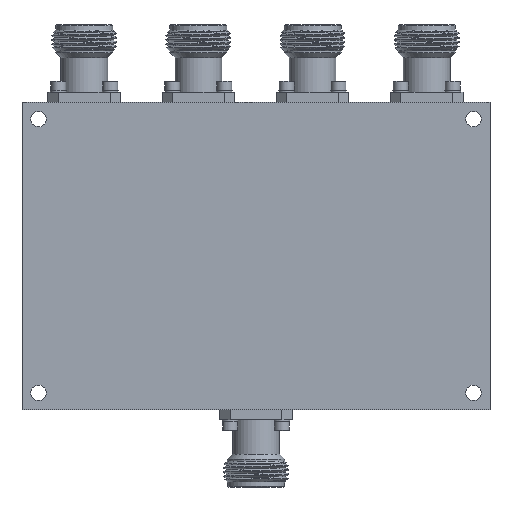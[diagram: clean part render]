
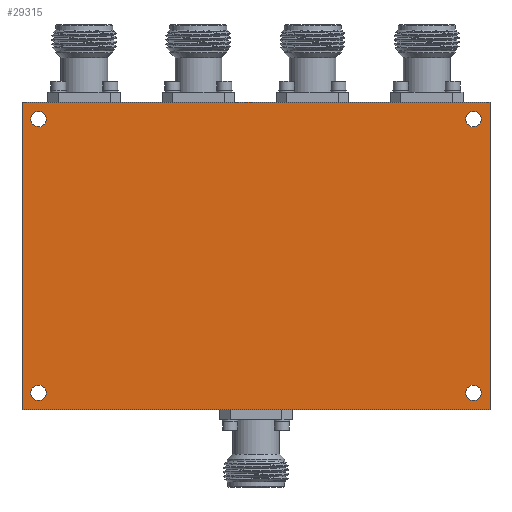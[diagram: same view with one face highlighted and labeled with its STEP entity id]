
A CAD part, front view. The second image highlights one B-rep face of the part: STEP entity #29315.
In plain terms, the highlighted planar face has unit normal (0, -1, 0).
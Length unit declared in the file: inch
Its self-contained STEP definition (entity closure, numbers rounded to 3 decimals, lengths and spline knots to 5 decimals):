
#12 = ORIENTED_EDGE ( 'NONE', *, *, #27259, .T. ) ;
#321 = VERTEX_POINT ( 'NONE', #791 ) ;
#499 = CARTESIAN_POINT ( 'NONE',  ( -2.095, -0.55, 1.32 ) ) ;
#596 = AXIS2_PLACEMENT_3D ( 'NONE', #12090, #5266, #27791 ) ;
#791 = CARTESIAN_POINT ( 'NONE',  ( -2.095, -0.55, 1.395 ) ) ;
#1069 = CARTESIAN_POINT ( 'NONE',  ( -2.255, -0.55, 1.48 ) ) ;
#1715 = CARTESIAN_POINT ( 'NONE',  ( 2.255, -0.55, 1.48 ) ) ;
#1986 = EDGE_LOOP ( 'NONE', ( #25034, #13236, #3071, #26449 ) ) ;
#2005 = LINE ( 'NONE', #28061, #6284 ) ;
#2967 = DIRECTION ( 'NONE',  ( 0., 1., 0. ) ) ;
#3071 = ORIENTED_EDGE ( 'NONE', *, *, #9912, .F. ) ;
#3101 = VERTEX_POINT ( 'NONE', #25962 ) ;
#4281 = ORIENTED_EDGE ( 'NONE', *, *, #22229, .T. ) ;
#4484 = VECTOR ( 'NONE', #24158, 39.37008 ) ;
#4872 = EDGE_CURVE ( 'NONE', #321, #321, #9967, .T. ) ;
#4924 = AXIS2_PLACEMENT_3D ( 'NONE', #11434, #8859, #11139 ) ;
#4925 = VECTOR ( 'NONE', #24012, 39.37008 ) ;
#5067 = EDGE_CURVE ( 'NONE', #9570, #17418, #17031, .T. ) ;
#5266 = DIRECTION ( 'NONE',  ( 0., 1., 0. ) ) ;
#5843 = CARTESIAN_POINT ( 'NONE',  ( 2.095, -0.55, -1.245 ) ) ;
#6284 = VECTOR ( 'NONE', #10400, 39.37008 ) ;
#6756 = DIRECTION ( 'NONE',  ( 0., 0., 1. ) ) ;
#7321 = ORIENTED_EDGE ( 'NONE', *, *, #4872, .T. ) ;
#7431 = FACE_BOUND ( 'NONE', #19180, .T. ) ;
#8859 = DIRECTION ( 'NONE',  ( 0., 1., 0. ) ) ;
#9442 = AXIS2_PLACEMENT_3D ( 'NONE', #499, #2967, #9609 ) ;
#9570 = VERTEX_POINT ( 'NONE', #25832 ) ;
#9609 = DIRECTION ( 'NONE',  ( 0., 0., 1. ) ) ;
#9912 = EDGE_CURVE ( 'NONE', #17418, #13794, #2005, .T. ) ;
#9967 = CIRCLE ( 'NONE', #9442, 0.075 ) ;
#10400 = DIRECTION ( 'NONE',  ( 0., 0., 1. ) ) ;
#10865 = EDGE_LOOP ( 'NONE', ( #12 ) ) ;
#10940 = LINE ( 'NONE', #1715, #4925 ) ;
#11139 = DIRECTION ( 'NONE',  ( 0., 0., 1. ) ) ;
#11434 = CARTESIAN_POINT ( 'NONE',  ( -2.095, -0.55, -1.32 ) ) ;
#12090 = CARTESIAN_POINT ( 'NONE',  ( 2.095, -0.55, 1.32 ) ) ;
#13057 = CARTESIAN_POINT ( 'NONE',  ( 2.255, -0.55, 1.48 ) ) ;
#13236 = ORIENTED_EDGE ( 'NONE', *, *, #20108, .F. ) ;
#13794 = VERTEX_POINT ( 'NONE', #1069 ) ;
#14877 = AXIS2_PLACEMENT_3D ( 'NONE', #29317, #15806, #22413 ) ;
#14927 = CIRCLE ( 'NONE', #596, 0.075 ) ;
#15513 = PLANE ( 'NONE',  #14877 ) ;
#15806 = DIRECTION ( 'NONE',  ( 0., -1., 0. ) ) ;
#15834 = EDGE_LOOP ( 'NONE', ( #7321 ) ) ;
#16266 = EDGE_CURVE ( 'NONE', #22997, #9570, #10940, .T. ) ;
#16611 = FACE_OUTER_BOUND ( 'NONE', #1986, .T. ) ;
#17031 = LINE ( 'NONE', #27821, #28655 ) ;
#17143 = CIRCLE ( 'NONE', #27586, 0.075 ) ;
#17418 = VERTEX_POINT ( 'NONE', #22111 ) ;
#19180 = EDGE_LOOP ( 'NONE', ( #4281 ) ) ;
#20108 = EDGE_CURVE ( 'NONE', #13794, #22997, #28830, .T. ) ;
#20135 = FACE_BOUND ( 'NONE', #29090, .T. ) ;
#21046 = EDGE_CURVE ( 'NONE', #28555, #28555, #17143, .T. ) ;
#22111 = CARTESIAN_POINT ( 'NONE',  ( -2.255, -0.55, -1.48 ) ) ;
#22124 = CARTESIAN_POINT ( 'NONE',  ( -2.255, -0.55, 1.48 ) ) ;
#22137 = CARTESIAN_POINT ( 'NONE',  ( 2.095, -0.55, -1.32 ) ) ;
#22229 = EDGE_CURVE ( 'NONE', #3101, #3101, #23421, .T. ) ;
#22413 = DIRECTION ( 'NONE',  ( 0., 0., -1. ) ) ;
#22604 = FACE_BOUND ( 'NONE', #15834, .T. ) ;
#22997 = VERTEX_POINT ( 'NONE', #13057 ) ;
#23421 = CIRCLE ( 'NONE', #4924, 0.075 ) ;
#24012 = DIRECTION ( 'NONE',  ( 0., 0., -1. ) ) ;
#24158 = DIRECTION ( 'NONE',  ( 1., 0., 0. ) ) ;
#25034 = ORIENTED_EDGE ( 'NONE', *, *, #16266, .F. ) ;
#25383 = ORIENTED_EDGE ( 'NONE', *, *, #21046, .T. ) ;
#25409 = FACE_BOUND ( 'NONE', #10865, .T. ) ;
#25716 = DIRECTION ( 'NONE',  ( -1., 0., 0. ) ) ;
#25832 = CARTESIAN_POINT ( 'NONE',  ( 2.255, -0.55, -1.48 ) ) ;
#25962 = CARTESIAN_POINT ( 'NONE',  ( -2.095, -0.55, -1.245 ) ) ;
#26449 = ORIENTED_EDGE ( 'NONE', *, *, #5067, .F. ) ;
#26568 = CARTESIAN_POINT ( 'NONE',  ( 2.095, -0.55, 1.395 ) ) ;
#27259 = EDGE_CURVE ( 'NONE', #28187, #28187, #14927, .T. ) ;
#27586 = AXIS2_PLACEMENT_3D ( 'NONE', #22137, #29249, #6756 ) ;
#27791 = DIRECTION ( 'NONE',  ( 0., 0., 1. ) ) ;
#27821 = CARTESIAN_POINT ( 'NONE',  ( -2.255, -0.55, -1.48 ) ) ;
#28061 = CARTESIAN_POINT ( 'NONE',  ( -2.255, -0.55, 1.48 ) ) ;
#28187 = VERTEX_POINT ( 'NONE', #26568 ) ;
#28555 = VERTEX_POINT ( 'NONE', #5843 ) ;
#28655 = VECTOR ( 'NONE', #25716, 39.37008 ) ;
#28830 = LINE ( 'NONE', #22124, #4484 ) ;
#29090 = EDGE_LOOP ( 'NONE', ( #25383 ) ) ;
#29249 = DIRECTION ( 'NONE',  ( 0., 1., 0. ) ) ;
#29315 = ADVANCED_FACE ( 'NONE', ( #22604, #25409, #20135, #7431, #16611 ), #15513, .T. ) ;
#29317 = CARTESIAN_POINT ( 'NONE',  ( 0., -0.55, 0. ) ) ;
